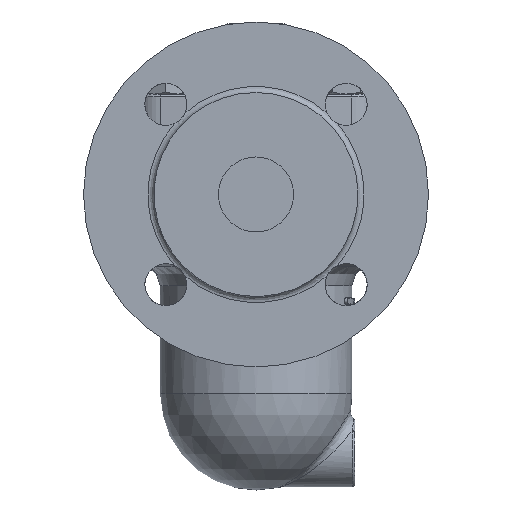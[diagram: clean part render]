
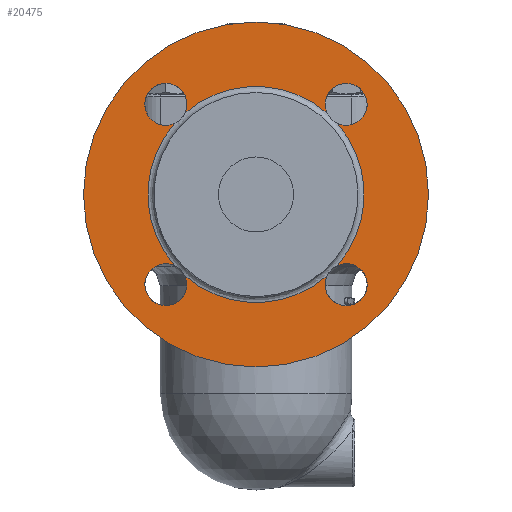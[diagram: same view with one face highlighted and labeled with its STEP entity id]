
A CAD part, left-side view. The second image highlights one B-rep face of the part: STEP entity #20475.
In plain terms, the highlighted planar face has unit normal (-1, 0, 0).
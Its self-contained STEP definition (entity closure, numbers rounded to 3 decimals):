
#20381=CARTESIAN_POINT('',(-76.,0.,49.));
#20382=VERTEX_POINT('',#20381);
#20383=CARTESIAN_POINT('',(-76.0,0.0,-8.5));
#20384=DIRECTION('',(1.0,0.0,0.0));
#20385=DIRECTION('',(0.0,0.0,-1.0));
#20386=AXIS2_PLACEMENT_3D('',#20383,#20384,#20385);
#20387=CIRCLE('',#20386,57.5);
#20388=EDGE_CURVE('',#20382,#20382,#20387,.T.);
#20393=CARTESIAN_POINT('',(-76.0,0.0,-8.5));
#20394=DIRECTION('',(1.0,0.0,0.0));
#20395=DIRECTION('',(0.0,0.0,-1.0));
#20396=AXIS2_PLACEMENT_3D('',#20393,#20394,#20395);
#20397=PLANE('',#20396);
#20398=ORIENTED_EDGE('',*,*,#20388,.F.);
#20399=EDGE_LOOP('',(#20398));
#20400=FACE_OUTER_BOUND('',#20399,.T.);
#20401=CARTESIAN_POINT('',(-76.,23.71,-35.59));
#20402=VERTEX_POINT('',#20401);
#20403=CARTESIAN_POINT('',(-76.,-23.71,-35.59));
#20404=VERTEX_POINT('',#20403);
#20405=CARTESIAN_POINT('',(-76.0,0.0,-8.5));
#20406=DIRECTION('',(-1.0,0.0,0.0));
#20407=DIRECTION('',(0.0,0.0,-1.0));
#20408=AXIS2_PLACEMENT_3D('',#20405,#20406,#20407);
#20409=CIRCLE('',#20408,36.);
#20410=EDGE_CURVE('',#20402,#20404,#20409,.T.);
#20411=ORIENTED_EDGE('',*,*,#20410,.F.);
#20412=CARTESIAN_POINT('',(-76.,27.09,-32.21));
#20413=VERTEX_POINT('',#20412);
#20414=CARTESIAN_POINT('',(-76.,30.052,-38.552));
#20415=DIRECTION('',(-1.0,0.0,0.0));
#20416=DIRECTION('',(0.0,1.0,0.0));
#20417=AXIS2_PLACEMENT_3D('',#20414,#20415,#20416);
#20418=CIRCLE('',#20417,7.);
#20419=EDGE_CURVE('',#20413,#20402,#20418,.T.);
#20420=ORIENTED_EDGE('',*,*,#20419,.F.);
#20421=CARTESIAN_POINT('',(-76.,27.09,15.21));
#20422=VERTEX_POINT('',#20421);
#20423=CARTESIAN_POINT('',(-76.0,0.0,-8.5));
#20424=DIRECTION('',(-1.0,0.0,0.0));
#20425=DIRECTION('',(0.0,0.0,-1.0));
#20426=AXIS2_PLACEMENT_3D('',#20423,#20424,#20425);
#20427=CIRCLE('',#20426,36.);
#20428=EDGE_CURVE('',#20422,#20413,#20427,.T.);
#20429=ORIENTED_EDGE('',*,*,#20428,.F.);
#20430=CARTESIAN_POINT('',(-76.,23.71,18.59));
#20431=VERTEX_POINT('',#20430);
#20432=CARTESIAN_POINT('',(-76.,30.052,21.552));
#20433=DIRECTION('',(-1.0,0.0,0.0));
#20434=DIRECTION('',(0.0,0.0,1.0));
#20435=AXIS2_PLACEMENT_3D('',#20432,#20433,#20434);
#20436=CIRCLE('',#20435,7.);
#20437=EDGE_CURVE('',#20431,#20422,#20436,.T.);
#20438=ORIENTED_EDGE('',*,*,#20437,.F.);
#20439=CARTESIAN_POINT('',(-76.,-23.71,18.59));
#20440=VERTEX_POINT('',#20439);
#20441=CARTESIAN_POINT('',(-76.0,0.0,-8.5));
#20442=DIRECTION('',(-1.0,0.0,0.0));
#20443=DIRECTION('',(0.0,0.0,-1.0));
#20444=AXIS2_PLACEMENT_3D('',#20441,#20442,#20443);
#20445=CIRCLE('',#20444,36.);
#20446=EDGE_CURVE('',#20440,#20431,#20445,.T.);
#20447=ORIENTED_EDGE('',*,*,#20446,.F.);
#20448=CARTESIAN_POINT('',(-76.,-27.09,15.21));
#20449=VERTEX_POINT('',#20448);
#20450=CARTESIAN_POINT('',(-76.,-30.052,21.552));
#20451=DIRECTION('',(-1.0,0.0,0.0));
#20452=DIRECTION('',(0.0,-1.0,0.0));
#20453=AXIS2_PLACEMENT_3D('',#20450,#20451,#20452);
#20454=CIRCLE('',#20453,7.);
#20455=EDGE_CURVE('',#20449,#20440,#20454,.T.);
#20456=ORIENTED_EDGE('',*,*,#20455,.F.);
#20457=CARTESIAN_POINT('',(-76.,-27.09,-32.21));
#20458=VERTEX_POINT('',#20457);
#20459=CARTESIAN_POINT('',(-76.0,0.0,-8.5));
#20460=DIRECTION('',(-1.0,0.0,0.0));
#20461=DIRECTION('',(0.0,0.0,-1.0));
#20462=AXIS2_PLACEMENT_3D('',#20459,#20460,#20461);
#20463=CIRCLE('',#20462,36.);
#20464=EDGE_CURVE('',#20458,#20449,#20463,.T.);
#20465=ORIENTED_EDGE('',*,*,#20464,.F.);
#20466=CARTESIAN_POINT('',(-76.,-30.052,-38.552));
#20467=DIRECTION('',(-1.0,0.0,0.0));
#20468=DIRECTION('',(0.0,0.0,-1.0));
#20469=AXIS2_PLACEMENT_3D('',#20466,#20467,#20468);
#20470=CIRCLE('',#20469,7.);
#20471=EDGE_CURVE('',#20404,#20458,#20470,.T.);
#20472=ORIENTED_EDGE('',*,*,#20471,.F.);
#20473=EDGE_LOOP('',(#20411,#20420,#20429,#20438,#20447,#20456,#20465,#20472));
#20474=FACE_BOUND('',#20473,.T.);
#20475=ADVANCED_FACE('',(#20400,#20474),#20397,.F.);
